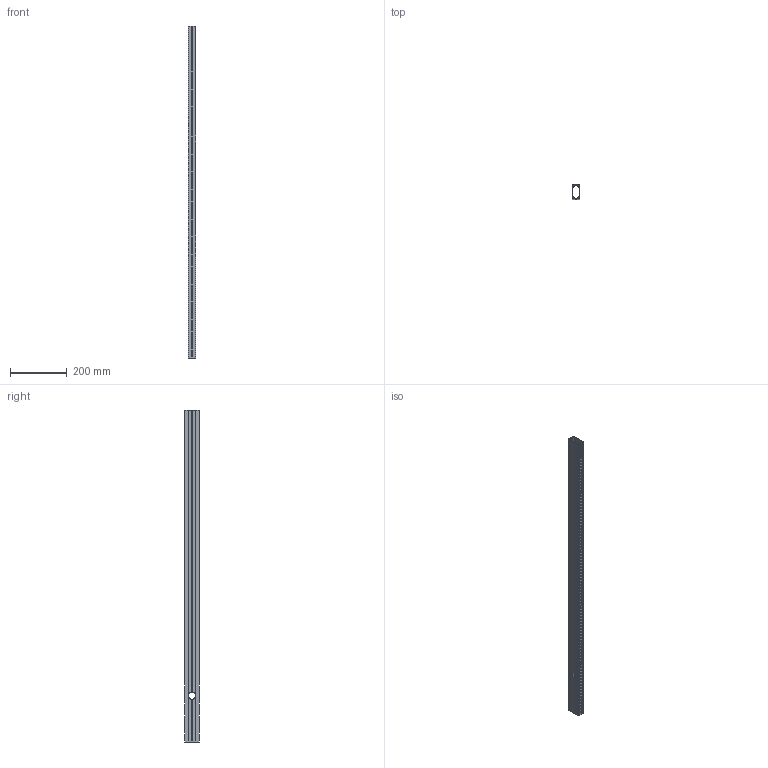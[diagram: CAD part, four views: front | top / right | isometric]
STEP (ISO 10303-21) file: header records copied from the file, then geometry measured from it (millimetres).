
FILE_DESCRIPTION(/* description */ (''),/* implementation_level */ '2;1');
FILE_NAME(/* name */ 'PulleySupportLong.step',/* time_stamp */ '2023-01-23T22:14:49-08:00',/* author */ (''),/* organization */ (''),/* preprocessor_version */ 'ST-DEVELOPER v19.2',/* originating_system */ 'Autodesk Translation Framework v11.17.0.187',/* authorisation */ '');
FILE_SCHEMA (('AUTOMOTIVE_DESIGN { 1 0 10303 214 3 1 1 }'));
Length unit declared in the file: inch
Products named in the file (1): Thin
Bounding box: 25.4 x 50.8 x 1167.68 mm (x, y, z)
Volume: 219003.6 mm3; surface area: 418184.9 mm2
Topology: 1 solids, 1 shells, 605 faces, 2162 edges, 1384 vertices
Faces by surface type: plane 409, cylinder 196
Full cylindrical faces by diameter (mm): 5 x172, 25.401 x2
Entity records: 24440 total; most frequent: DIRECTION 4656, ORIENTED_EDGE 4324, CARTESIAN_POINT 4152, EDGE_CURVE 2162, AXIS2_PLACEMENT_3D 1888, VERTEX_POINT 1384, CIRCLE 1264, LINE 880
